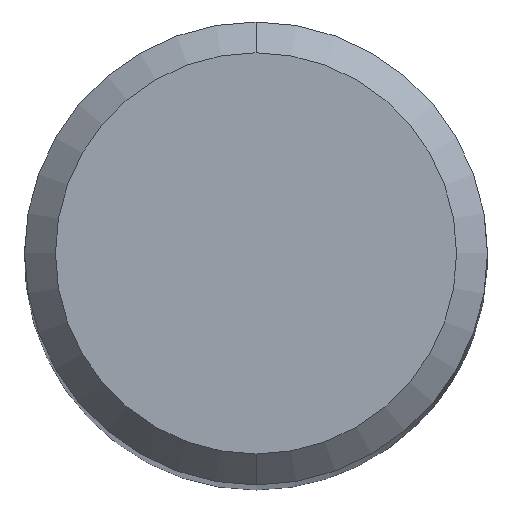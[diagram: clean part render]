
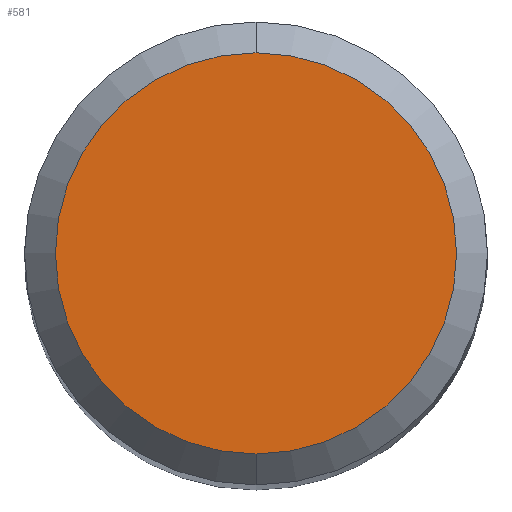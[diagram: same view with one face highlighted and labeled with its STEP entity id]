
A CAD part, top view. The second image highlights one B-rep face of the part: STEP entity #581.
In plain terms, the highlighted planar face has unit normal (0, 0, 1).
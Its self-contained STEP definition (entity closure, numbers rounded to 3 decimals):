
#345=EDGE_CURVE('',#471,#503,#958,.T.);
#471=VERTEX_POINT('',#1088);
#503=VERTEX_POINT('',#1125);
#543=EDGE_CURVE('',#503,#471,#1170,.T.);
#581=ADVANCED_FACE('',(#1210),#1211,.T.);
#958=CIRCLE('',#1641,2.6);
#1088=CARTESIAN_POINT('',(0.,-2.6,0.0));
#1125=CARTESIAN_POINT('',(0.0,2.6,0.0));
#1170=CIRCLE('',#2169,2.6);
#1210=FACE_OUTER_BOUND('',#2292,.T.);
#1211=PLANE('',#2293);
#1641=AXIS2_PLACEMENT_3D('',#5136,#5137,#5138);
#2169=AXIS2_PLACEMENT_3D('',#5321,#5322,#5323);
#2292=EDGE_LOOP('',(#5349,#5350));
#2293=AXIS2_PLACEMENT_3D('',#5351,#5352,#5353);
#5136=CARTESIAN_POINT('',(0.0,0.0,0.0));
#5137=DIRECTION('',(0.0,0.0,-1.0));
#5138=DIRECTION('',(0.0,1.0,0.0));
#5321=CARTESIAN_POINT('',(0.0,0.0,0.0));
#5322=DIRECTION('',(0.0,0.0,-1.0));
#5323=DIRECTION('',(0.0,1.0,0.0));
#5349=ORIENTED_EDGE('',*,*,#543,.F.);
#5350=ORIENTED_EDGE('',*,*,#345,.F.);
#5351=CARTESIAN_POINT('',(0.0,1.3,0.0));
#5352=DIRECTION('',(-0.0,0.0,1.0));
#5353=DIRECTION('',(0.0,-1.0,0.0));
